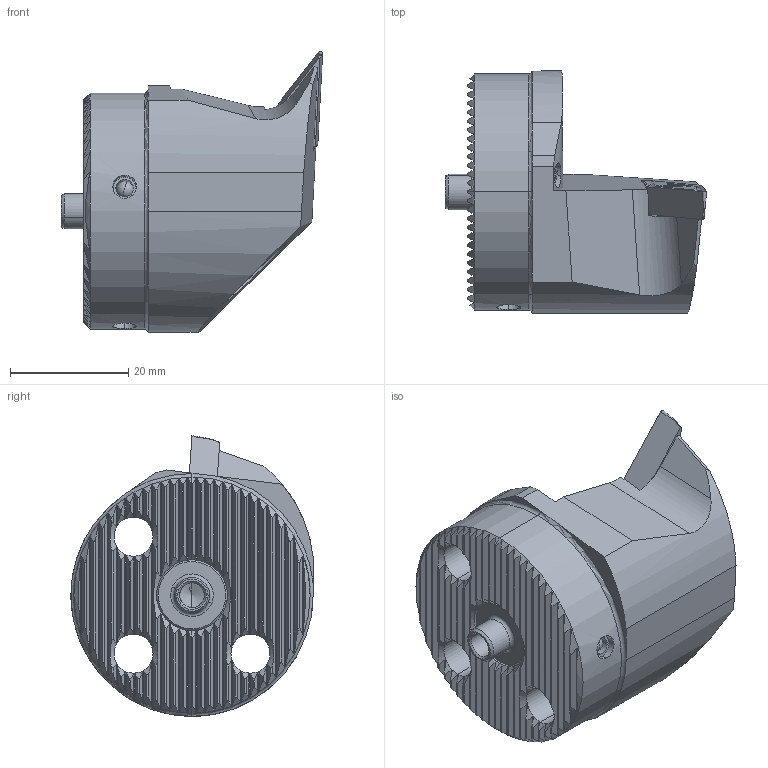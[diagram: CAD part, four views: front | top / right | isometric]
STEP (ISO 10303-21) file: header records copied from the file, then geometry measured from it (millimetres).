
FILE_DESCRIPTION (( 'STEP AP214' ), '1' );
FILE_NAME ('WK1.BVF.LUC.040.STEP', '2020-09-16T11:46:35', ( '' ), ( '' ), 'SwSTEP 2.0', 'SolidWorks 2017', '' );
FILE_SCHEMA (( 'AUTOMOTIVE_DESIGN' ));
Length unit declared in the file: millimetre
Products named in the file (7): WK1-BVF.LUC.040_A; WCB-ER2.001.009_A; KVT_MB_600_040; WK2-ER1.001.012_A_Fertigbearbeitung; VBMT160404; WK1.BVF.LUC.040; WKX-ER1.004.005_A_PreviewCfg
Assembly tree (8 placements, depth 2):
  WK1.BVF.LUC.040
    WK1-BVF.LUC.040_A
    KVT_MB_600_040  x2
    WKX-ER1.004.005_A_PreviewCfg  x2
    WK2-ER1.001.012_A_Fertigbearbeitung
    VBMT160404
    WCB-ER2.001.009_A
Bounding box: 44.2 x 41 x 47.5 mm (x, y, z)
Volume: 28519.2 mm3; surface area: 11800.2 mm2
Topology: 10 solids, 10 shells, 566 faces, 1513 edges, 954 vertices
Faces by surface type: plane 219, cylinder 199, cone 114, torus 14, bspline 14, sphere 6
Entity records: 18349 total; most frequent: CARTESIAN_POINT 5885, ORIENTED_EDGE 2786, DIRECTION 2204, EDGE_CURVE 1393, VERTEX_POINT 891, AXIS2_PLACEMENT_3D 845, EDGE_LOOP 538, FACE_OUTER_BOUND 517
